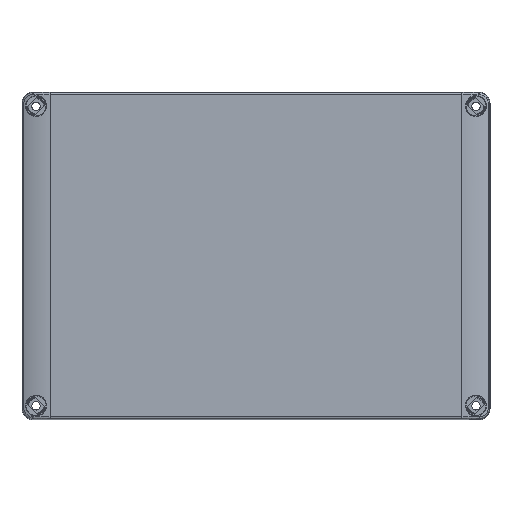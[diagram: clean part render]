
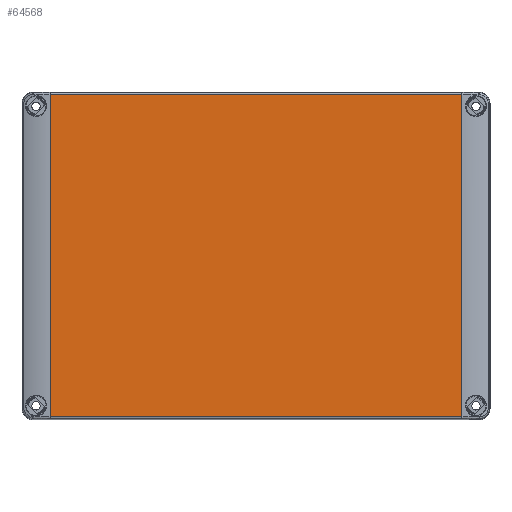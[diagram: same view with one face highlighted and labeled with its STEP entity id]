
A CAD part, top view. The second image highlights one B-rep face of the part: STEP entity #64568.
In plain terms, the highlighted planar face has unit normal (0, 0, 1).
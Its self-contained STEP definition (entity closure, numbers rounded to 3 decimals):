
#56450=DIRECTION('',(-1.,0.,0.));
#56451=VECTOR('',#56450,220.);
#56452=CARTESIAN_POINT('',(110.,-86.081,25.));
#56453=LINE('',#56452,#56451);
#59157=CARTESIAN_POINT('',(-110.,86.081,25.));
#59281=DIRECTION('',(0.,1.,0.));
#59282=VECTOR('',#59281,172.162);
#59283=CARTESIAN_POINT('',(110.,-86.081,25.));
#59284=LINE('',#59283,#59282);
#59422=DIRECTION('',(1.,0.,0.));
#59423=VECTOR('',#59422,220.);
#59424=CARTESIAN_POINT('',(-110.,86.081,25.));
#59425=LINE('',#59424,#59423);
#59431=DIRECTION('',(0.,1.,0.));
#59432=VECTOR('',#59431,172.162);
#59433=CARTESIAN_POINT('',(-110.,-86.081,25.));
#59434=LINE('',#59433,#59432);
#59923=CARTESIAN_POINT('',(110.,-86.081,25.));
#59924=CARTESIAN_POINT('',(-110.,-86.081,25.));
#59925=VERTEX_POINT('',#59923);
#59926=VERTEX_POINT('',#59924);
#59938=VERTEX_POINT('',#59157);
#59941=CARTESIAN_POINT('',(110.,86.081,25.));
#59942=VERTEX_POINT('',#59941);
#64557=CARTESIAN_POINT('',(-110.,-87.5,25.));
#64558=DIRECTION('',(0.,0.,1.));
#64559=DIRECTION('',(1.,0.,0.));
#64560=AXIS2_PLACEMENT_3D('',#64557,#64558,#64559);
#64561=PLANE('',#64560);
#64562=ORIENTED_EDGE('',*,*,#60302,.T.);
#64563=ORIENTED_EDGE('',*,*,#64055,.T.);
#64564=ORIENTED_EDGE('',*,*,#64551,.T.);
#64565=ORIENTED_EDGE('',*,*,#64367,.F.);
#64566=EDGE_LOOP('',(#64562,#64563,#64564,#64565));
#64567=FACE_OUTER_BOUND('',#64566,.F.);
#60302=EDGE_CURVE('',#59925,#59926,#56453,.T.);
#64055=EDGE_CURVE('',#59926,#59938,#59434,.T.);
#64367=EDGE_CURVE('',#59925,#59942,#59284,.T.);
#64551=EDGE_CURVE('',#59938,#59942,#59425,.T.);
#64568=ADVANCED_FACE('',(#64567),#64561,.T.);
